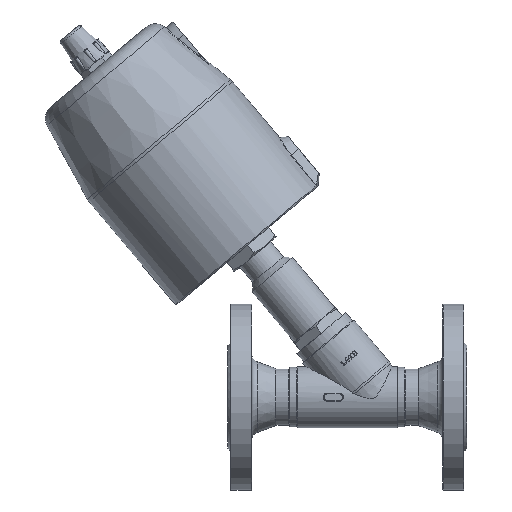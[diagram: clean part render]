
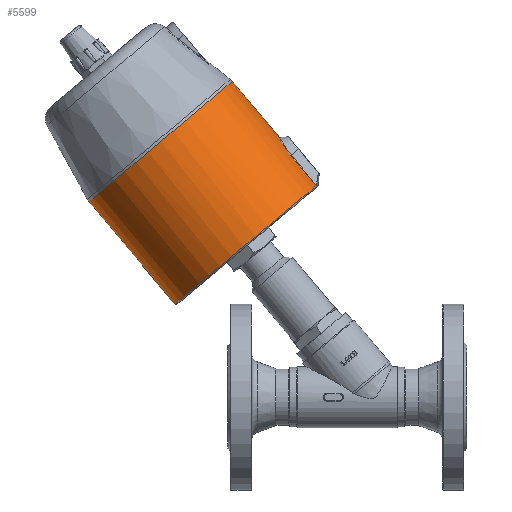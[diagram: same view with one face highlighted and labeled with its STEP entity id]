
A CAD part, left-side view. The second image highlights one B-rep face of the part: STEP entity #5599.
In plain terms, the highlighted cylindrical face has radius 70.5 mm (diameter 141 mm), a full revolution.
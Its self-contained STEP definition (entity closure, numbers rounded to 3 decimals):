
#111=B_SPLINE_CURVE_WITH_KNOTS('',3,(#8053,#8054,#8055,#8056,#8057,#8058,
#8059,#8060,#8061,#8062),.UNSPECIFIED.,.F.,.F.,(4,1,1,1,1,1,1,4),(-5.302,
-4.544,-3.787,-3.03,-2.272,
-1.515,-0.757,0.),.UNSPECIFIED.);
#395=LINE('',#7897,#670);
#402=LINE('',#8052,#677);
#670=VECTOR('',#6593,30.);
#677=VECTOR('',#6622,30.);
#1507=FACE_BOUND('',#1984,.T.);
#1618=FACE_OUTER_BOUND('',#1983,.T.);
#1983=EDGE_LOOP('',(#4070,#4071,#4072,#4073));
#1984=EDGE_LOOP('',(#4074));
#2388=CIRCLE('',#5985,70.5);
#2393=CIRCLE('',#5997,70.5);
#2620=VERTEX_POINT('',#7864);
#2621=VERTEX_POINT('',#7865);
#2625=VERTEX_POINT('',#7896);
#2633=VERTEX_POINT('',#8048);
#2634=VERTEX_POINT('',#8051);
#3178=EDGE_CURVE('',#2620,#2621,#2388,.T.);
#3185=EDGE_CURVE('',#2620,#2625,#395,.T.);
#3201=EDGE_CURVE('',#2633,#2633,#2393,.T.);
#3202=EDGE_CURVE('',#2634,#2621,#402,.T.);
#3203=EDGE_CURVE('',#2625,#2634,#111,.T.);
#4070=ORIENTED_EDGE('',*,*,#3178,.T.);
#4071=ORIENTED_EDGE('',*,*,#3202,.F.);
#4072=ORIENTED_EDGE('',*,*,#3203,.F.);
#4073=ORIENTED_EDGE('',*,*,#3185,.F.);
#4074=ORIENTED_EDGE('',*,*,#3201,.F.);
#5499=CYLINDRICAL_SURFACE('',#5998,70.5);
#5599=ADVANCED_FACE('',(#1618,#1507),#5499,.T.);
#5985=AXIS2_PLACEMENT_3D('',#7866,#6585,#6586);
#5997=AXIS2_PLACEMENT_3D('',#8049,#6618,#6619);
#5998=AXIS2_PLACEMENT_3D('',#8050,#6620,#6621);
#6585=DIRECTION('center_axis',(0.,0.643,
0.766));
#6586=DIRECTION('ref_axis',(0.,-0.766,0.643));
#6593=DIRECTION('',(0.,0.643,0.766));
#6618=DIRECTION('center_axis',(0.,0.643,
0.766));
#6619=DIRECTION('ref_axis',(0.,0.766,-0.643));
#6620=DIRECTION('center_axis',(0.,0.643,
0.766));
#6621=DIRECTION('ref_axis',(0.,-0.766,0.643));
#6622=DIRECTION('',(0.,-0.643,-0.766));
#7864=CARTESIAN_POINT('',(17.265,79.442,159.303));
#7865=CARTESIAN_POINT('',(-17.265,79.442,159.303));
#7866=CARTESIAN_POINT('Origin',(0.,131.804,
115.366));
#7896=CARTESIAN_POINT('',(17.265,98.726,182.284));
#7897=CARTESIAN_POINT('',(17.265,111.582,197.605));
#8048=CARTESIAN_POINT('',(0.,142.656,237.978));
#8049=CARTESIAN_POINT('Origin',(0.,196.662,
192.662));
#8050=CARTESIAN_POINT('Origin',(0.,163.943,153.669));
#8051=CARTESIAN_POINT('',(-17.265,98.726,182.284));
#8052=CARTESIAN_POINT('',(-17.265,111.582,197.605));
#8053=CARTESIAN_POINT('Ctrl Pts',(17.265,98.726,182.284));
#8054=CARTESIAN_POINT('Ctrl Pts',(17.265,100.349,184.218));
#8055=CARTESIAN_POINT('Ctrl Pts',(15.961,103.322,188.303));
#8056=CARTESIAN_POINT('Ctrl Pts',(10.828,106.21,193.395));
#8057=CARTESIAN_POINT('Ctrl Pts',(3.832,107.584,196.227));
#8058=CARTESIAN_POINT('Ctrl Pts',(-3.806,107.589,196.241));
#8059=CARTESIAN_POINT('Ctrl Pts',(-10.832,106.206,193.387));
#8060=CARTESIAN_POINT('Ctrl Pts',(-15.95,103.331,188.318));
#8061=CARTESIAN_POINT('Ctrl Pts',(-17.265,100.349,184.218));
#8062=CARTESIAN_POINT('Ctrl Pts',(-17.265,98.726,182.284));
